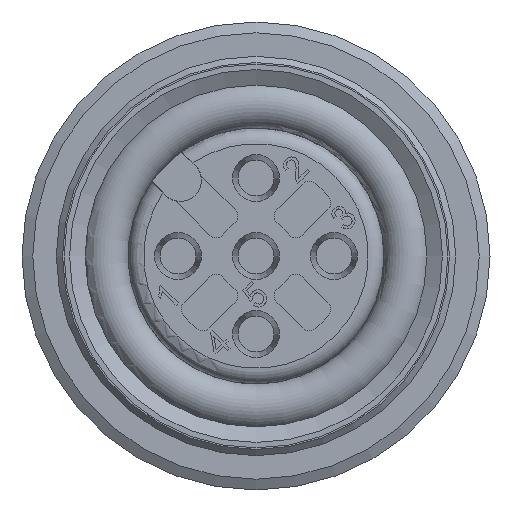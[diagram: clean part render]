
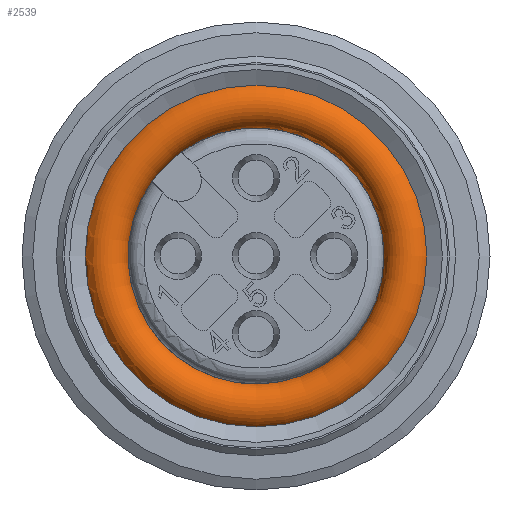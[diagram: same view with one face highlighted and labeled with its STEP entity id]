
A CAD part, left-side view. The second image highlights one B-rep face of the part: STEP entity #2539.
In plain terms, the highlighted toroidal (fillet/blend) face has major radius 4.845 mm and minor radius 0.75 mm.
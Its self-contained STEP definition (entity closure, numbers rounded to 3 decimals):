
#240=TOROIDAL_SURFACE('',#9947,4.845,0.75);
#1551=B_SPLINE_CURVE_WITH_KNOTS('',3,(#15155,#15156,#15157,#15158,#15159,
#15160),.UNSPECIFIED.,.F.,.F.,(4,2,4),(0.,0.41,1.),
 .UNSPECIFIED.);
#1552=B_SPLINE_CURVE_WITH_KNOTS('',3,(#15164,#15165,#15166,#15167,#15168,
#15169),.UNSPECIFIED.,.F.,.F.,(4,2,4),(0.,0.444,1.),
 .UNSPECIFIED.);
#2264=FACE_BOUND('',#3668,.T.);
#2265=FACE_BOUND('',#3669,.T.);
#2266=FACE_BOUND('',#3670,.T.);
#2539=ADVANCED_FACE('',(#2264,#2265,#2266),#240,.T.);
#3668=EDGE_LOOP('',(#4772,#4773,#4774,#4775));
#3669=EDGE_LOOP('',(#4776));
#3670=EDGE_LOOP('',(#4777));
#4772=ORIENTED_EDGE('',*,*,#8082,.F.);
#4773=ORIENTED_EDGE('',*,*,#8083,.T.);
#4774=ORIENTED_EDGE('',*,*,#8084,.F.);
#4775=ORIENTED_EDGE('',*,*,#8085,.T.);
#4776=ORIENTED_EDGE('',*,*,#8086,.F.);
#4777=ORIENTED_EDGE('',*,*,#7798,.T.);
#6912=VERTEX_POINT('',#13319);
#7090=VERTEX_POINT('',#15153);
#7091=VERTEX_POINT('',#15154);
#7092=VERTEX_POINT('',#15161);
#7093=VERTEX_POINT('',#15163);
#7094=VERTEX_POINT('',#15171);
#7798=EDGE_CURVE('',#6912,#6912,#9154,.T.);
#8082=EDGE_CURVE('',#7090,#7091,#9300,.T.);
#8083=EDGE_CURVE('',#7090,#7092,#1551,.T.);
#8084=EDGE_CURVE('',#7093,#7092,#9301,.T.);
#8085=EDGE_CURVE('',#7093,#7091,#1552,.T.);
#8086=EDGE_CURVE('',#7094,#7094,#9302,.T.);
#9154=CIRCLE('',#9686,5.475);
#9300=CIRCLE('',#9944,4.1);
#9301=CIRCLE('',#9945,4.1);
#9302=CIRCLE('',#9946,4.723);
#9686=AXIS2_PLACEMENT_3D('',#13318,#10701,#10702);
#9944=AXIS2_PLACEMENT_3D('',#15152,#11287,#11288);
#9945=AXIS2_PLACEMENT_3D('',#15162,#11289,#11290);
#9946=AXIS2_PLACEMENT_3D('',#15170,#11291,#11292);
#9947=AXIS2_PLACEMENT_3D('',#15172,#11293,#11294);
#10701=DIRECTION('',(-1.,0.,0.));
#10702=DIRECTION('',(0.,0.,-1.));
#11287=DIRECTION('',(1.,0.,0.));
#11288=DIRECTION('',(0.,0.,1.));
#11289=DIRECTION('',(-1.,0.,0.));
#11290=DIRECTION('',(0.,0.,-1.));
#11291=DIRECTION('',(-1.,0.,0.));
#11292=DIRECTION('',(0.,0.,-1.));
#11293=DIRECTION('',(1.,0.,0.));
#11294=DIRECTION('',(0.,0.,-1.));
#13318=CARTESIAN_POINT('',(38.104,0.,0.));
#13319=CARTESIAN_POINT('',(38.104,0.,-5.475));
#15152=CARTESIAN_POINT('',(38.597,0.,0.));
#15153=CARTESIAN_POINT('',(38.597,2.382,3.337));
#15154=CARTESIAN_POINT('',(38.597,3.337,2.382));
#15155=CARTESIAN_POINT('',(38.597,2.382,3.337));
#15156=CARTESIAN_POINT('',(38.574,2.38,3.335));
#15157=CARTESIAN_POINT('',(38.55,2.379,3.334));
#15158=CARTESIAN_POINT('',(38.492,2.378,3.333));
#15159=CARTESIAN_POINT('',(38.458,2.379,3.334));
#15160=CARTESIAN_POINT('',(38.425,2.382,3.337));
#15161=CARTESIAN_POINT('',(38.425,2.382,3.337));
#15162=CARTESIAN_POINT('',(38.425,0.,0.));
#15163=CARTESIAN_POINT('',(38.425,3.337,2.382));
#15164=CARTESIAN_POINT('',(38.425,3.337,2.382));
#15165=CARTESIAN_POINT('',(38.45,3.335,2.38));
#15166=CARTESIAN_POINT('',(38.476,3.334,2.379));
#15167=CARTESIAN_POINT('',(38.533,3.333,2.378));
#15168=CARTESIAN_POINT('',(38.566,3.334,2.38));
#15169=CARTESIAN_POINT('',(38.597,3.337,2.382));
#15170=CARTESIAN_POINT('',(39.251,0.,0.));
#15171=CARTESIAN_POINT('',(39.251,0.,-4.723));
#15172=CARTESIAN_POINT('',(38.511,0.,0.));
